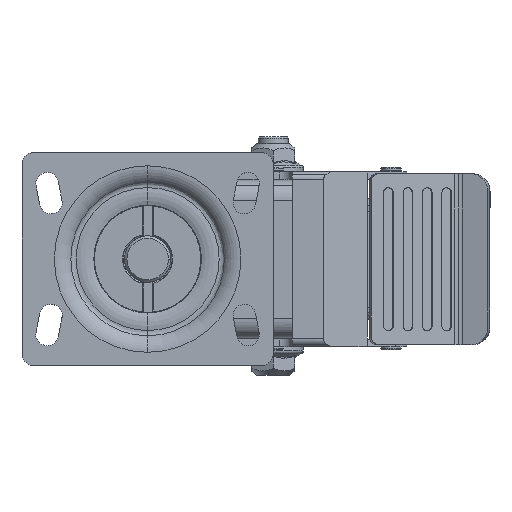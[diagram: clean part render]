
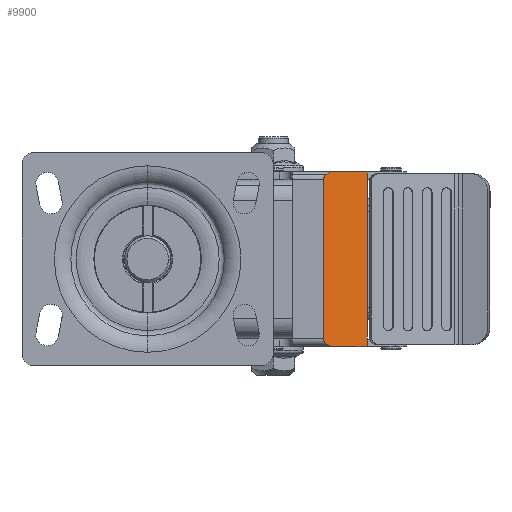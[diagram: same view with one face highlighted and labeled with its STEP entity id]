
A CAD part, top view. The second image highlights one B-rep face of the part: STEP entity #9900.
In plain terms, the highlighted planar face has unit normal (0.609, 0, 0.793).
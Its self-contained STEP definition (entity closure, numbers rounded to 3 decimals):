
#57 = CARTESIAN_POINT ( 'NONE',  ( 70.025, -31.75, -27.21 ) ) ;
#573 = FACE_OUTER_BOUND ( 'NONE', #5547, .T. ) ;
#1053 = CARTESIAN_POINT ( 'NONE',  ( 87.401, 31.75, -40.552 ) ) ;
#1740 = VECTOR ( 'NONE', #34247, 1000. ) ;
#2034 =( BOUNDED_CURVE ( )  B_SPLINE_CURVE ( 3, ( #42669, #5553, #39610, #2515 ),
 .UNSPECIFIED., .F., .F. ) 
 B_SPLINE_CURVE_WITH_KNOTS ( ( 4, 4 ),
 ( 4.712, 5.498 ),
 .UNSPECIFIED. ) 
 CURVE ( )  GEOMETRIC_REPRESENTATION_ITEM ( )  RATIONAL_B_SPLINE_CURVE ( ( 1., 0.949, 0.949, 1. ) ) 
 REPRESENTATION_ITEM ( '' )  );
#2515 = CARTESIAN_POINT ( 'NONE',  ( 71.169, -33.871, -28.089 ) ) ;
#3587 = EDGE_CURVE ( 'NONE', #13500, #22360, #2034, .T. ) ;
#4097 = EDGE_CURVE ( 'NONE', #26594, #5238, #8307, .T. ) ;
#4270 = ORIENTED_EDGE ( 'NONE', *, *, #10676, .F. ) ;
#4300 =( BOUNDED_CURVE ( )  B_SPLINE_CURVE ( 3, ( #21516, #34244, #7676, #11180 ),
 .UNSPECIFIED., .F., .F. ) 
 B_SPLINE_CURVE_WITH_KNOTS ( ( 4, 4 ),
 ( 0.785, 1.571 ),
 .UNSPECIFIED. ) 
 CURVE ( )  GEOMETRIC_REPRESENTATION_ITEM ( )  RATIONAL_B_SPLINE_CURVE ( ( 1., 0.949, 0.949, 1. ) ) 
 REPRESENTATION_ITEM ( '' )  );
#4601 = EDGE_CURVE ( 'NONE', #34174, #5238, #17580, .T. ) ;
#4717 = EDGE_CURVE ( 'NONE', #20446, #11590, #34915, .T. ) ;
#4946 = CARTESIAN_POINT ( 'NONE',  ( 71.169, -33.871, -28.089 ) ) ;
#5238 = VERTEX_POINT ( 'NONE', #27096 ) ;
#5271 = ORIENTED_EDGE ( 'NONE', *, *, #40203, .F. ) ;
#5547 = EDGE_LOOP ( 'NONE', ( #5271, #4270, #24826, #32756, #32698, #28257, #41666, #35721, #21873, #40531 ) ) ;
#5553 = CARTESIAN_POINT ( 'NONE',  ( 72.882, -34.75, -29.404 ) ) ;
#6623 = CARTESIAN_POINT ( 'NONE',  ( 87.401, 31.75, -40.552 ) ) ;
#7676 = CARTESIAN_POINT ( 'NONE',  ( 72.882, 34.75, -29.404 ) ) ;
#8307 = LINE ( 'NONE', #18006, #30428 ) ;
#9900 = ADVANCED_FACE ( 'NONE', ( #573 ), #26699, .T. ) ;
#10120 = CARTESIAN_POINT ( 'NONE',  ( 87.401, 31.75, -40.552 ) ) ;
#10676 = EDGE_CURVE ( 'NONE', #11361, #17619, #17112, .T. ) ;
#11180 = CARTESIAN_POINT ( 'NONE',  ( 73.932, 34.75, -30.21 ) ) ;
#11361 = VERTEX_POINT ( 'NONE', #42520 ) ;
#11590 = VERTEX_POINT ( 'NONE', #41626 ) ;
#11848 = CARTESIAN_POINT ( 'NONE',  ( 71.169, 33.871, -28.089 ) ) ;
#12372 = DIRECTION ( 'NONE',  ( 0., 1., 0. ) ) ;
#12403 = AXIS2_PLACEMENT_3D ( 'NONE', #14167, #33713, #30200 ) ;
#12426 = EDGE_CURVE ( 'NONE', #34174, #20446, #29675, .T. ) ;
#12811 = DIRECTION ( 'NONE',  ( -0.793, 0., 0.609 ) ) ;
#13500 = VERTEX_POINT ( 'NONE', #33798 ) ;
#13637 = CARTESIAN_POINT ( 'NONE',  ( 70.426, -33.301, -27.519 ) ) ;
#14167 = CARTESIAN_POINT ( 'NONE',  ( 87.401, -34.75, -40.552 ) ) ;
#15292 = VECTOR ( 'NONE', #12372, 1000. ) ;
#15630 =( BOUNDED_CURVE ( )  B_SPLINE_CURVE ( 3, ( #38443, #21779, #32498, #41967 ),
 .UNSPECIFIED., .F., .T. ) 
 B_SPLINE_CURVE_WITH_KNOTS ( ( 4, 4 ),
 ( 0., 0.785 ),
 .UNSPECIFIED. ) 
 CURVE ( )  GEOMETRIC_REPRESENTATION_ITEM ( )  RATIONAL_B_SPLINE_CURVE ( ( 1., 0.949, 0.949, 1. ) ) 
 REPRESENTATION_ITEM ( '' )  );
#16741 = DIRECTION ( 'NONE',  ( 0., 1., 0. ) ) ;
#17112 = LINE ( 'NONE', #29068, #15292 ) ;
#17580 = LINE ( 'NONE', #10120, #1740 ) ;
#17619 = VERTEX_POINT ( 'NONE', #25951 ) ;
#18006 = CARTESIAN_POINT ( 'NONE',  ( 87.401, -34.75, -40.552 ) ) ;
#19869 = CARTESIAN_POINT ( 'NONE',  ( 87.401, -34.75, -40.552 ) ) ;
#20446 = VERTEX_POINT ( 'NONE', #34749 ) ;
#21516 = CARTESIAN_POINT ( 'NONE',  ( 71.169, 33.871, -28.089 ) ) ;
#21779 = CARTESIAN_POINT ( 'NONE',  ( 70.025, 32.556, -27.21 ) ) ;
#21873 = ORIENTED_EDGE ( 'NONE', *, *, #4717, .T. ) ;
#22360 = VERTEX_POINT ( 'NONE', #4946 ) ;
#23088 = CARTESIAN_POINT ( 'NONE',  ( 71.169, -33.871, -28.089 ) ) ;
#24826 = ORIENTED_EDGE ( 'NONE', *, *, #31969, .F. ) ;
#24875 = VECTOR ( 'NONE', #27888, 1000. ) ;
#25783 = LINE ( 'NONE', #19869, #31239 ) ;
#25951 = CARTESIAN_POINT ( 'NONE',  ( 70.025, 31.75, -27.21 ) ) ;
#26047 = VERTEX_POINT ( 'NONE', #11848 ) ;
#26594 = VERTEX_POINT ( 'NONE', #37467 ) ;
#26699 = PLANE ( 'NONE',  #12403 ) ;
#27096 = CARTESIAN_POINT ( 'NONE',  ( 87.401, -31.75, -40.552 ) ) ;
#27888 = DIRECTION ( 'NONE',  ( -0.793, 0., 0.609 ) ) ;
#28257 = ORIENTED_EDGE ( 'NONE', *, *, #4097, .T. ) ;
#29068 = CARTESIAN_POINT ( 'NONE',  ( 70.025, -31.75, -27.21 ) ) ;
#29675 = LINE ( 'NONE', #6623, #32890 ) ;
#30200 = DIRECTION ( 'NONE',  ( 0., -1., 0. ) ) ;
#30428 = VECTOR ( 'NONE', #34461, 1000. ) ;
#31156 = EDGE_CURVE ( 'NONE', #26047, #11590, #4300, .T. ) ;
#31239 = VECTOR ( 'NONE', #12811, 1000. ) ;
#31487 = EDGE_CURVE ( 'NONE', #26594, #13500, #25783, .T. ) ;
#31969 = EDGE_CURVE ( 'NONE', #22360, #11361, #32124, .T. ) ;
#32124 =( BOUNDED_CURVE ( )  B_SPLINE_CURVE ( 3, ( #23088, #13637, #36491, #57 ),
 .UNSPECIFIED., .F., .F. ) 
 B_SPLINE_CURVE_WITH_KNOTS ( ( 4, 4 ),
 ( 5.498, 6.283 ),
 .UNSPECIFIED. ) 
 CURVE ( )  GEOMETRIC_REPRESENTATION_ITEM ( )  RATIONAL_B_SPLINE_CURVE ( ( 1., 0.949, 0.949, 1. ) ) 
 REPRESENTATION_ITEM ( '' )  );
#32498 = CARTESIAN_POINT ( 'NONE',  ( 70.426, 33.301, -27.519 ) ) ;
#32698 = ORIENTED_EDGE ( 'NONE', *, *, #31487, .F. ) ;
#32756 = ORIENTED_EDGE ( 'NONE', *, *, #3587, .F. ) ;
#32890 = VECTOR ( 'NONE', #16741, 1000. ) ;
#33713 = DIRECTION ( 'NONE',  ( 0.609, 0., 0.793 ) ) ;
#33798 = CARTESIAN_POINT ( 'NONE',  ( 73.932, -34.75, -30.21 ) ) ;
#34174 = VERTEX_POINT ( 'NONE', #1053 ) ;
#34244 = CARTESIAN_POINT ( 'NONE',  ( 71.911, 34.441, -28.659 ) ) ;
#34247 = DIRECTION ( 'NONE',  ( 0., -1., 0. ) ) ;
#34461 = DIRECTION ( 'NONE',  ( 0., 1., 0. ) ) ;
#34749 = CARTESIAN_POINT ( 'NONE',  ( 87.401, 34.75, -40.552 ) ) ;
#34915 = LINE ( 'NONE', #41294, #24875 ) ;
#35721 = ORIENTED_EDGE ( 'NONE', *, *, #12426, .T. ) ;
#36491 = CARTESIAN_POINT ( 'NONE',  ( 70.025, -32.556, -27.21 ) ) ;
#37467 = CARTESIAN_POINT ( 'NONE',  ( 87.401, -34.75, -40.552 ) ) ;
#38443 = CARTESIAN_POINT ( 'NONE',  ( 70.025, 31.75, -27.21 ) ) ;
#39610 = CARTESIAN_POINT ( 'NONE',  ( 71.911, -34.441, -28.659 ) ) ;
#40203 = EDGE_CURVE ( 'NONE', #17619, #26047, #15630, .T. ) ;
#40531 = ORIENTED_EDGE ( 'NONE', *, *, #31156, .F. ) ;
#41294 = CARTESIAN_POINT ( 'NONE',  ( 87.401, 34.75, -40.552 ) ) ;
#41626 = CARTESIAN_POINT ( 'NONE',  ( 73.932, 34.75, -30.21 ) ) ;
#41666 = ORIENTED_EDGE ( 'NONE', *, *, #4601, .F. ) ;
#41967 = CARTESIAN_POINT ( 'NONE',  ( 71.169, 33.871, -28.089 ) ) ;
#42520 = CARTESIAN_POINT ( 'NONE',  ( 70.025, -31.75, -27.21 ) ) ;
#42669 = CARTESIAN_POINT ( 'NONE',  ( 73.932, -34.75, -30.21 ) ) ;
